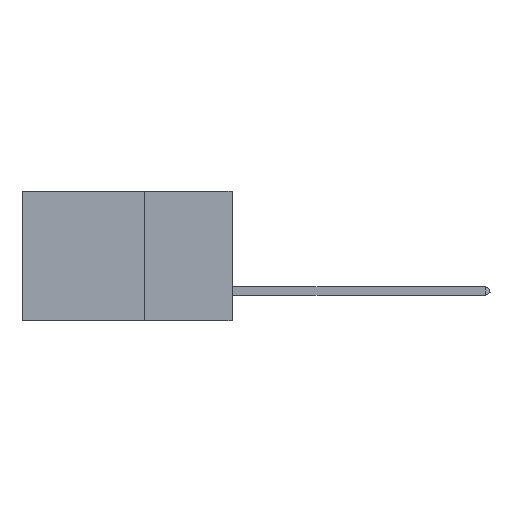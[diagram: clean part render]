
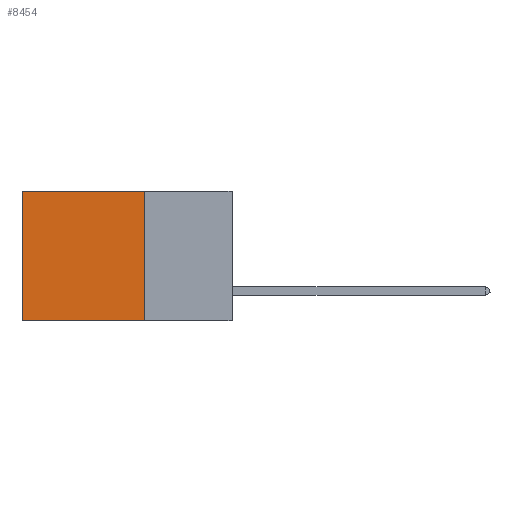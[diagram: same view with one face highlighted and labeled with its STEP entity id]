
A CAD part, left-side view. The second image highlights one B-rep face of the part: STEP entity #8454.
In plain terms, the highlighted planar face has unit normal (-1, 0, 0).
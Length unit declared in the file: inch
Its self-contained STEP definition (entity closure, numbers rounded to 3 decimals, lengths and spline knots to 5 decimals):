
#992 = DIRECTION ( 'NONE',  ( 0., 0., -1. ) ) ;
#1143 = VERTEX_POINT ( 'NONE', #35887 ) ;
#1250 = EDGE_CURVE ( 'NONE', #43405, #1143, #45239, .T. ) ;
#2837 = DIRECTION ( 'NONE',  ( 1., 0., 0. ) ) ;
#5078 = DIRECTION ( 'NONE',  ( 0., 1., 0. ) ) ;
#5427 = AXIS2_PLACEMENT_3D ( 'NONE', #34964, #2837, #27860 ) ;
#6579 = CARTESIAN_POINT ( 'NONE',  ( 0.2875, 0.6, -0.37 ) ) ;
#7697 = LINE ( 'NONE', #34874, #9958 ) ;
#8119 = LINE ( 'NONE', #8690, #36712 ) ;
#8454 = ADVANCED_FACE ( 'NONE', ( #14098 ), #20399, .F. ) ;
#8690 = CARTESIAN_POINT ( 'NONE',  ( 0.2875, 0.25, -0.37 ) ) ;
#9689 = EDGE_CURVE ( 'NONE', #43405, #19954, #7697, .T. ) ;
#9958 = VECTOR ( 'NONE', #19992, 39.37008 ) ;
#11209 = LINE ( 'NONE', #18838, #21842 ) ;
#14098 = FACE_OUTER_BOUND ( 'NONE', #20465, .T. ) ;
#15023 = VECTOR ( 'NONE', #33231, 39.37008 ) ;
#15610 = CARTESIAN_POINT ( 'NONE',  ( 0.2875, 0.6, 0. ) ) ;
#15984 = ORIENTED_EDGE ( 'NONE', *, *, #38125, .T. ) ;
#18838 = CARTESIAN_POINT ( 'NONE',  ( 0.2875, 0.6, 0. ) ) ;
#19954 = VERTEX_POINT ( 'NONE', #15610 ) ;
#19992 = DIRECTION ( 'NONE',  ( 0., 1., 0. ) ) ;
#20399 = PLANE ( 'NONE',  #5427 ) ;
#20465 = EDGE_LOOP ( 'NONE', ( #15984, #39163, #38303, #33206 ) ) ;
#21842 = VECTOR ( 'NONE', #992, 39.37008 ) ;
#22214 = CARTESIAN_POINT ( 'NONE',  ( 0.2875, 0.25, 0. ) ) ;
#24893 = CARTESIAN_POINT ( 'NONE',  ( 0.2875, 0.25, 0. ) ) ;
#27759 = VERTEX_POINT ( 'NONE', #6579 ) ;
#27860 = DIRECTION ( 'NONE',  ( 0., 0., -1. ) ) ;
#33206 = ORIENTED_EDGE ( 'NONE', *, *, #9689, .T. ) ;
#33231 = DIRECTION ( 'NONE',  ( 0., 0., -1. ) ) ;
#34874 = CARTESIAN_POINT ( 'NONE',  ( 0.2875, 0.25, 0. ) ) ;
#34956 = EDGE_CURVE ( 'NONE', #1143, #27759, #8119, .T. ) ;
#34964 = CARTESIAN_POINT ( 'NONE',  ( 0.2875, 0.25, 0. ) ) ;
#35887 = CARTESIAN_POINT ( 'NONE',  ( 0.2875, 0.25, -0.37 ) ) ;
#36712 = VECTOR ( 'NONE', #5078, 39.37008 ) ;
#38125 = EDGE_CURVE ( 'NONE', #19954, #27759, #11209, .T. ) ;
#38303 = ORIENTED_EDGE ( 'NONE', *, *, #1250, .F. ) ;
#39163 = ORIENTED_EDGE ( 'NONE', *, *, #34956, .F. ) ;
#43405 = VERTEX_POINT ( 'NONE', #22214 ) ;
#45239 = LINE ( 'NONE', #24893, #15023 ) ;
